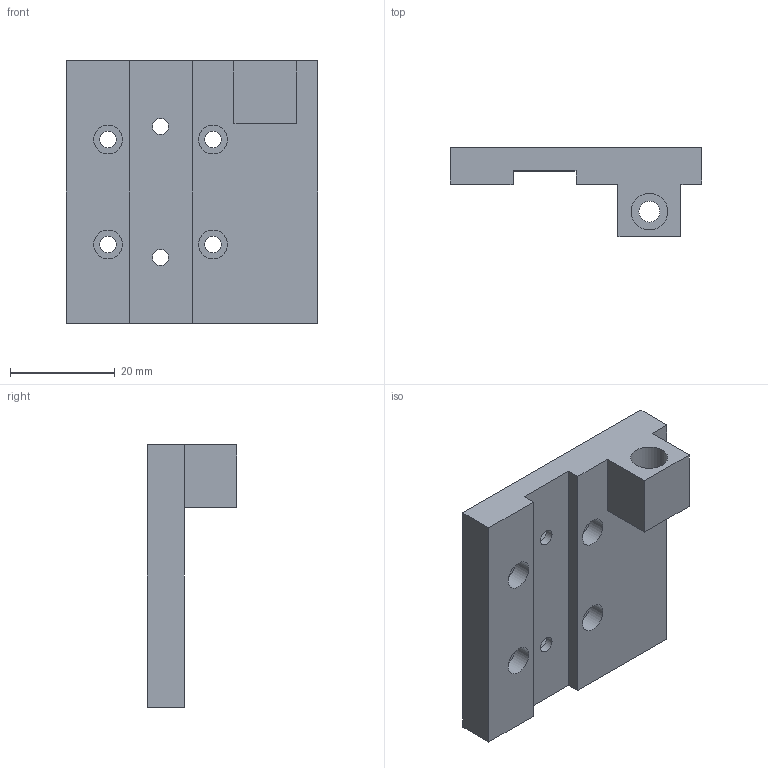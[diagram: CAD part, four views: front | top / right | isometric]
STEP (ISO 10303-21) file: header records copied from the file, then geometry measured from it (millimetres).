
FILE_DESCRIPTION(/* description */ (''),/* implementation_level */ '2;1');
FILE_NAME(/* name */ 'MGN_Mount.stp',/* time_stamp */ '2021-07-08T19:21:25-07:00',/* author */ ('user'),/* organization */ (''),/* preprocessor_version */ 'ST-DEVELOPER v18.1',/* originating_system */ 'Autodesk Inventor 2022',/* authorisation */ '');
FILE_SCHEMA (('AUTOMOTIVE_DESIGN { 1 0 10303 214 3 1 1 }'));
Length unit declared in the file: millimetre
Products named in the file (1): MGN_Mount
Bounding box: 48 x 17 x 50 mm (x, y, z)
Volume: 15419.3 mm3; surface area: 7847.6 mm2
Topology: 1 solids, 1 shells, 66 faces, 162 edges, 108 vertices
Faces by surface type: plane 51, cylinder 15
Full cylindrical faces by diameter (mm): 3 x2, 3.1 x2, 3.2 x5, 4 x1, 5.5 x4, 7 x1
Entity records: 2017 total; most frequent: CARTESIAN_POINT 337, DIRECTION 326, ORIENTED_EDGE 324, EDGE_CURVE 162, LINE 132, VECTOR 132, VERTEX_POINT 108, AXIS2_PLACEMENT_3D 97
